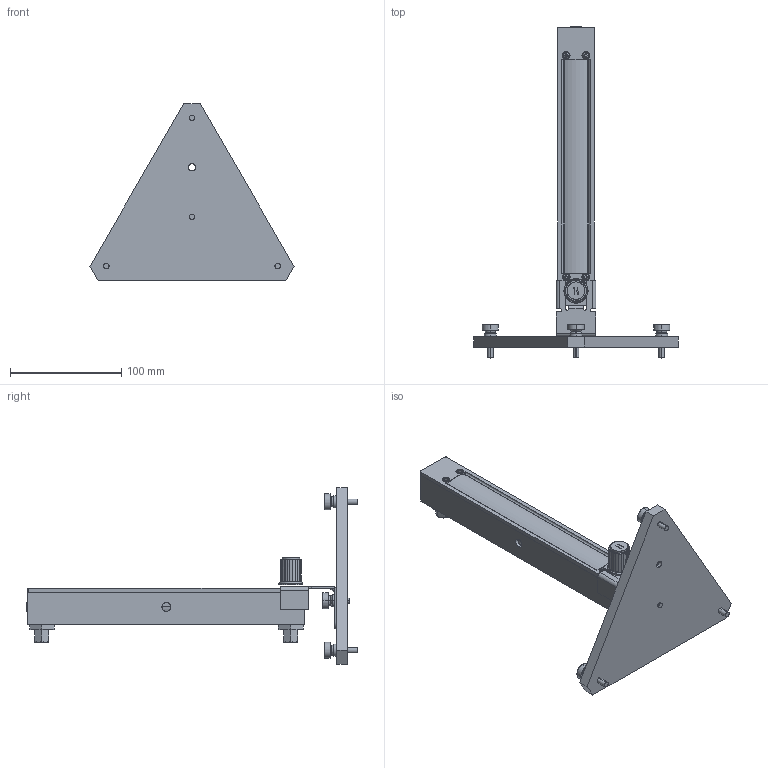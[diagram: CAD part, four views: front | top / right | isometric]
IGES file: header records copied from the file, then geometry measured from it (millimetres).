
Start section: SolidWorks IGES file using analytic representation for surfaces
Global section: file name: 1355G-F-1-C.IGS; native system: SolidWorks 2014; preprocessor: SolidWorks 2014; author: CFehr; date: 170331.094216; units: inch
Bounding box: 183.39 x 298.32 x 158.75 mm (x, y, z)
Surface area: 114440.4 mm2 (no closed solid volume)
Topology: 0 solids, 0 shells, 371 faces, 5301 edges, 5301 vertices
Faces by surface type: bspline 224, revolution 147
